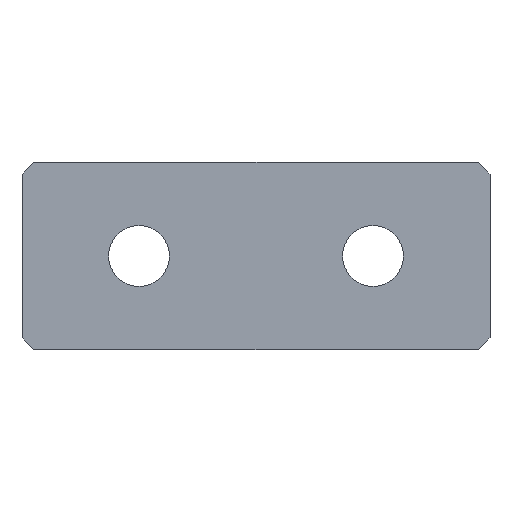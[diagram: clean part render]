
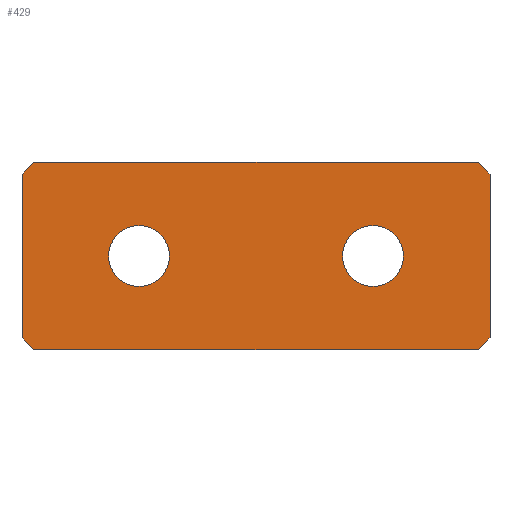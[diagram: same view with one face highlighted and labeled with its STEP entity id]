
A CAD part, top view. The second image highlights one B-rep face of the part: STEP entity #429.
In plain terms, the highlighted planar face has unit normal (0, 0, 1).
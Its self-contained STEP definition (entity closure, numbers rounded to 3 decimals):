
#15 = VERTEX_POINT ( 'NONE', #409 ) ;
#21 = LINE ( 'NONE', #415, #301 ) ;
#24 = ORIENTED_EDGE ( 'NONE', *, *, #400, .T. ) ;
#25 = DIRECTION ( 'NONE',  ( 0., 0., 1. ) ) ;
#31 = CARTESIAN_POINT ( 'NONE',  ( 50., -17.5, 0. ) ) ;
#35 = ORIENTED_EDGE ( 'NONE', *, *, #204, .T. ) ;
#40 = VERTEX_POINT ( 'NONE', #234 ) ;
#42 = EDGE_CURVE ( 'NONE', #427, #187, #205, .T. ) ;
#47 = DIRECTION ( 'NONE',  ( 1., 0., 0. ) ) ;
#54 = AXIS2_PLACEMENT_3D ( 'NONE', #112, #115, #179 ) ;
#59 = EDGE_LOOP ( 'NONE', ( #285, #24, #392, #298, #35, #148, #388, #312 ) ) ;
#60 = CARTESIAN_POINT ( 'NONE',  ( -25., 0., 0. ) ) ;
#64 = CARTESIAN_POINT ( 'NONE',  ( 25., 0., 0. ) ) ;
#66 = CARTESIAN_POINT ( 'NONE',  ( 47.5, -20., 0. ) ) ;
#71 = FACE_BOUND ( 'NONE', #117, .T. ) ;
#79 = DIRECTION ( 'NONE',  ( 0., 0., 1. ) ) ;
#91 = VECTOR ( 'NONE', #182, 1000. ) ;
#97 = DIRECTION ( 'NONE',  ( 0.707, -0.707, 0. ) ) ;
#101 = CARTESIAN_POINT ( 'NONE',  ( 33.75, -33.75, 0. ) ) ;
#105 = CIRCLE ( 'NONE', #213, 6.5 ) ;
#112 = CARTESIAN_POINT ( 'NONE',  ( 0., 0., 0. ) ) ;
#114 = CARTESIAN_POINT ( 'NONE',  ( -25., 0., 0. ) ) ;
#115 = DIRECTION ( 'NONE',  ( 0., 0., 1. ) ) ;
#117 = EDGE_LOOP ( 'NONE', ( #331, #467 ) ) ;
#124 = LINE ( 'NONE', #101, #410 ) ;
#126 = CIRCLE ( 'NONE', #337, 6.5 ) ;
#136 = VERTEX_POINT ( 'NONE', #352 ) ;
#138 = FACE_OUTER_BOUND ( 'NONE', #59, .T. ) ;
#139 = CARTESIAN_POINT ( 'NONE',  ( 31.5, 0., 0. ) ) ;
#140 = EDGE_CURVE ( 'NONE', #434, #257, #105, .T. ) ;
#145 = EDGE_CURVE ( 'NONE', #407, #166, #452, .T. ) ;
#148 = ORIENTED_EDGE ( 'NONE', *, *, #381, .T. ) ;
#150 = CARTESIAN_POINT ( 'NONE',  ( -50., 20., 0. ) ) ;
#163 = DIRECTION ( 'NONE',  ( 0.707, 0.707, 0. ) ) ;
#165 = LINE ( 'NONE', #311, #432 ) ;
#166 = VERTEX_POINT ( 'NONE', #209 ) ;
#169 = DIRECTION ( 'NONE',  ( 1., 0., 0. ) ) ;
#175 = CARTESIAN_POINT ( 'NONE',  ( -50., 20., 0. ) ) ;
#179 = DIRECTION ( 'NONE',  ( 1., 0., 0. ) ) ;
#182 = DIRECTION ( 'NONE',  ( 0., -1., 0. ) ) ;
#185 = AXIS2_PLACEMENT_3D ( 'NONE', #196, #338, #47 ) ;
#187 = VERTEX_POINT ( 'NONE', #139 ) ;
#196 = CARTESIAN_POINT ( 'NONE',  ( 25., 0., 0. ) ) ;
#200 = EDGE_CURVE ( 'NONE', #187, #427, #408, .T. ) ;
#204 = EDGE_CURVE ( 'NONE', #453, #40, #379, .T. ) ;
#205 = CIRCLE ( 'NONE', #185, 6.5 ) ;
#209 = CARTESIAN_POINT ( 'NONE',  ( -47.5, 20., 0. ) ) ;
#211 = DIRECTION ( 'NONE',  ( 1., 0., 0. ) ) ;
#213 = AXIS2_PLACEMENT_3D ( 'NONE', #60, #25, #169 ) ;
#214 = DIRECTION ( 'NONE',  ( 0., 1., 0. ) ) ;
#219 = CARTESIAN_POINT ( 'NONE',  ( -33.75, 33.75, 0. ) ) ;
#232 = VECTOR ( 'NONE', #276, 1000. ) ;
#234 = CARTESIAN_POINT ( 'NONE',  ( 50., 17.5, 0. ) ) ;
#245 = CARTESIAN_POINT ( 'NONE',  ( 47.5, 20., 0. ) ) ;
#249 = CARTESIAN_POINT ( 'NONE',  ( 50., 20., 0. ) ) ;
#254 = VERTEX_POINT ( 'NONE', #255 ) ;
#255 = CARTESIAN_POINT ( 'NONE',  ( -50., -17.5, 0. ) ) ;
#257 = VERTEX_POINT ( 'NONE', #390 ) ;
#259 = CARTESIAN_POINT ( 'NONE',  ( -50., -20., 0. ) ) ;
#262 = VECTOR ( 'NONE', #433, 1000. ) ;
#265 = DIRECTION ( 'NONE',  ( 1., 0., 0. ) ) ;
#273 = VECTOR ( 'NONE', #462, 1000. ) ;
#276 = DIRECTION ( 'NONE',  ( -1., 0., 0. ) ) ;
#278 = DIRECTION ( 'NONE',  ( -0.707, 0.707, 0. ) ) ;
#285 = ORIENTED_EDGE ( 'NONE', *, *, #414, .T. ) ;
#287 = LINE ( 'NONE', #219, #273 ) ;
#297 = FACE_BOUND ( 'NONE', #463, .T. ) ;
#298 = ORIENTED_EDGE ( 'NONE', *, *, #350, .T. ) ;
#299 = EDGE_CURVE ( 'NONE', #257, #434, #126, .T. ) ;
#301 = VECTOR ( 'NONE', #97, 1000. ) ;
#302 = AXIS2_PLACEMENT_3D ( 'NONE', #64, #349, #211 ) ;
#311 = CARTESIAN_POINT ( 'NONE',  ( 33.75, 33.75, 0. ) ) ;
#312 = ORIENTED_EDGE ( 'NONE', *, *, #422, .T. ) ;
#331 = ORIENTED_EDGE ( 'NONE', *, *, #200, .F. ) ;
#337 = AXIS2_PLACEMENT_3D ( 'NONE', #114, #79, #265 ) ;
#338 = DIRECTION ( 'NONE',  ( 0., 0., 1. ) ) ;
#349 = DIRECTION ( 'NONE',  ( 0., 0., 1. ) ) ;
#350 = EDGE_CURVE ( 'NONE', #365, #453, #124, .T. ) ;
#352 = CARTESIAN_POINT ( 'NONE',  ( -50., 17.5, 0. ) ) ;
#353 = VECTOR ( 'NONE', #214, 1000. ) ;
#355 = LINE ( 'NONE', #259, #262 ) ;
#365 = VERTEX_POINT ( 'NONE', #66 ) ;
#368 = ORIENTED_EDGE ( 'NONE', *, *, #299, .F. ) ;
#379 = LINE ( 'NONE', #249, #353 ) ;
#381 = EDGE_CURVE ( 'NONE', #40, #407, #165, .T. ) ;
#387 = CARTESIAN_POINT ( 'NONE',  ( 18.5, 0., 0. ) ) ;
#388 = ORIENTED_EDGE ( 'NONE', *, *, #145, .T. ) ;
#390 = CARTESIAN_POINT ( 'NONE',  ( -31.5, 0., 0. ) ) ;
#392 = ORIENTED_EDGE ( 'NONE', *, *, #450, .T. ) ;
#400 = EDGE_CURVE ( 'NONE', #254, #15, #21, .T. ) ;
#402 = PLANE ( 'NONE',  #54 ) ;
#407 = VERTEX_POINT ( 'NONE', #245 ) ;
#408 = CIRCLE ( 'NONE', #302, 6.5 ) ;
#409 = CARTESIAN_POINT ( 'NONE',  ( -47.5, -20., 0. ) ) ;
#410 = VECTOR ( 'NONE', #163, 1000. ) ;
#414 = EDGE_CURVE ( 'NONE', #136, #254, #420, .T. ) ;
#415 = CARTESIAN_POINT ( 'NONE',  ( -33.75, -33.75, 0. ) ) ;
#420 = LINE ( 'NONE', #150, #91 ) ;
#422 = EDGE_CURVE ( 'NONE', #166, #136, #287, .T. ) ;
#427 = VERTEX_POINT ( 'NONE', #387 ) ;
#429 = ADVANCED_FACE ( 'NONE', ( #297, #71, #138 ), #402, .T. ) ;
#432 = VECTOR ( 'NONE', #278, 1000. ) ;
#433 = DIRECTION ( 'NONE',  ( 1., 0., 0. ) ) ;
#434 = VERTEX_POINT ( 'NONE', #466 ) ;
#450 = EDGE_CURVE ( 'NONE', #15, #365, #355, .T. ) ;
#452 = LINE ( 'NONE', #175, #232 ) ;
#453 = VERTEX_POINT ( 'NONE', #31 ) ;
#460 = ORIENTED_EDGE ( 'NONE', *, *, #140, .F. ) ;
#462 = DIRECTION ( 'NONE',  ( -0.707, -0.707, 0. ) ) ;
#463 = EDGE_LOOP ( 'NONE', ( #460, #368 ) ) ;
#466 = CARTESIAN_POINT ( 'NONE',  ( -18.5, 0., 0. ) ) ;
#467 = ORIENTED_EDGE ( 'NONE', *, *, #42, .F. ) ;
